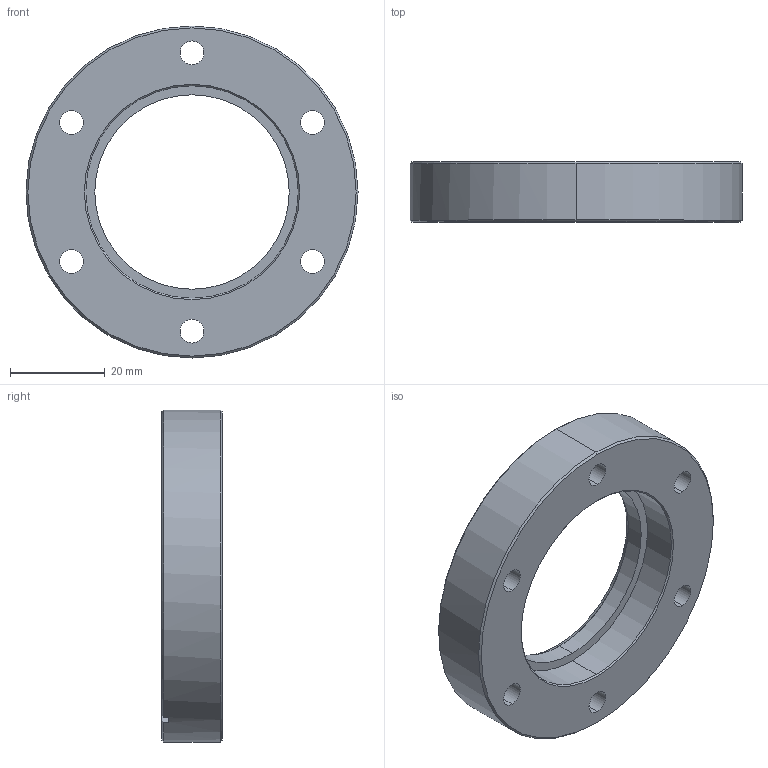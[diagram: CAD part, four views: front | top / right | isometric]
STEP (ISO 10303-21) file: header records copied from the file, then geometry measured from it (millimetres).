
FILE_DESCRIPTION (( 'STEP AP214' ), '1' );
FILE_NAME ('Hositrad_CF35-45-T.STEP', '2017-05-01T12:11:46', ( 'Gebruiker' ), ( '' ), 'SwSTEP 2.0', 'SolidWorks 2017', '' );
FILE_SCHEMA (( 'AUTOMOTIVE_DESIGN' ));
Length unit declared in the file: millimetre
Products named in the file (1): Hositrad_CF35-45-T
Bounding box: 70 x 12.7 x 70 mm (x, y, z)
Volume: 28027.2 mm3; surface area: 10614.2 mm2
Topology: 1 solids, 1 shells, 39 faces, 97 edges, 60 vertices
Faces by surface type: cylinder 20, cone 13, plane 6
Entity records: 1370 total; most frequent: DIRECTION 230, CARTESIAN_POINT 203, ORIENTED_EDGE 194, EDGE_CURVE 97, AXIS2_PLACEMENT_3D 95, VERTEX_POINT 60, CIRCLE 55, EDGE_LOOP 53
